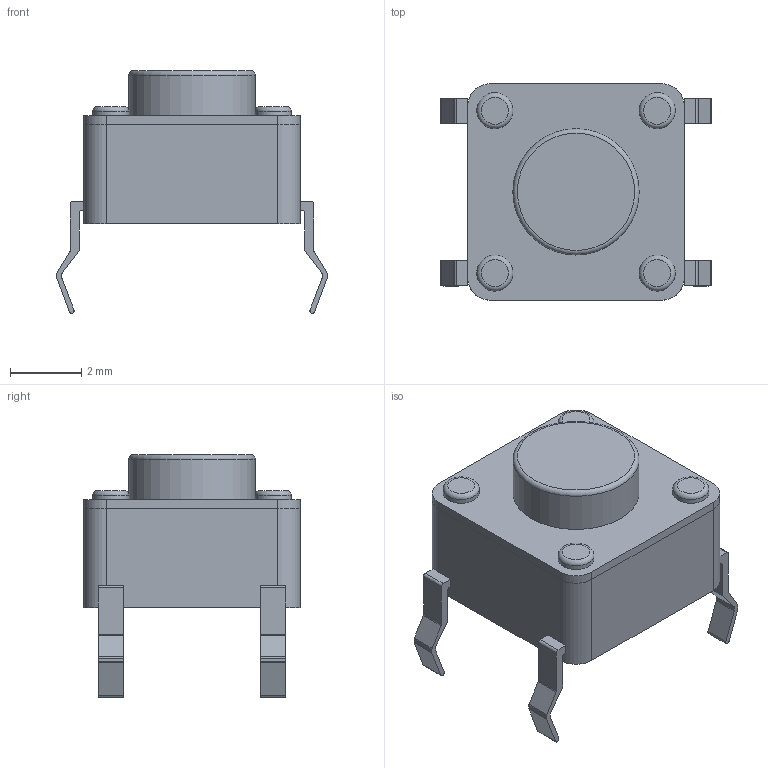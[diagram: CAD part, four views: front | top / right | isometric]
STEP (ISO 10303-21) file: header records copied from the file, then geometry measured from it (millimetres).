
FILE_DESCRIPTION(/* description */ (''),/* implementation_level */ '2;1');
FILE_NAME(/* name */ 'Tactile Button v1.step',/* time_stamp */ '2021-04-22T13:14:23-07:00',/* author */ ('Ryan Peters'),/* organization */ ('FanHandler'),/* preprocessor_version */ 'ST-DEVELOPER v18.1',/* originating_system */ 'Autodesk Translation Framework v10.6.0.1341',/* authorisation */ '');
FILE_SCHEMA (('AUTOMOTIVE_DESIGN { 1 0 10303 214 3 1 1 }'));
Length unit declared in the file: inch
Products named in the file (1): Tactile Button
Bounding box: 7.62 x 6.1 x 6.84 mm (x, y, z)
Volume: 127.5 mm3; surface area: 246.1 mm2
Topology: 6 solids, 6 shells, 132 faces, 340 edges, 225 vertices
Faces by surface type: plane 69, cylinder 58, torus 5
Full cylindrical faces by diameter (mm): 1.016 x8, 3.556 x2
Entity records: 4107 total; most frequent: DIRECTION 732, CARTESIAN_POINT 698, ORIENTED_EDGE 680, EDGE_CURVE 340, AXIS2_PLACEMENT_3D 259, VERTEX_POINT 225, LINE 214, VECTOR 214
